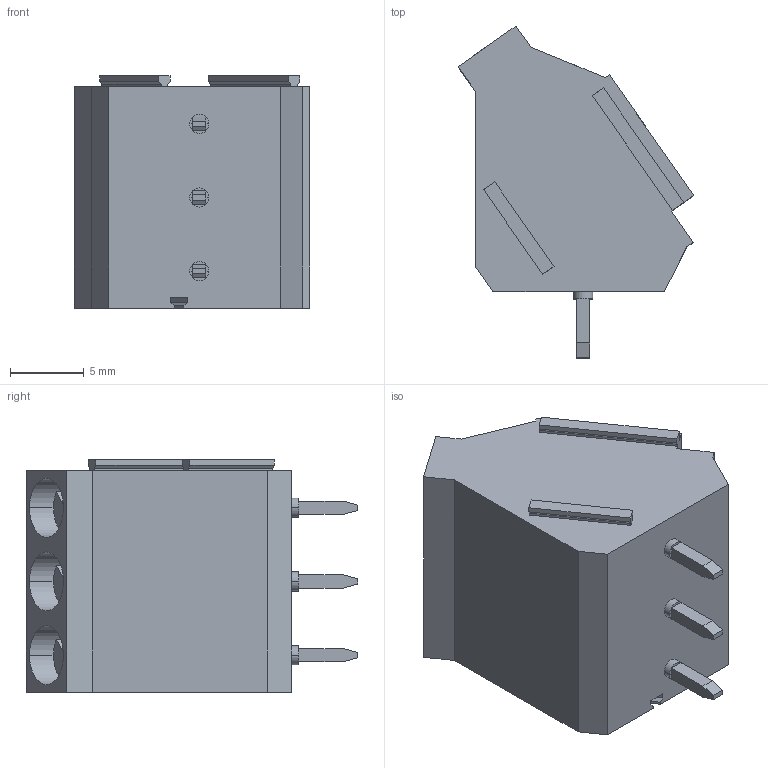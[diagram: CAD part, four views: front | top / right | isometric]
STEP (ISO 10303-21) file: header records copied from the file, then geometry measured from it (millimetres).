
FILE_DESCRIPTION(('SolidDesigner STEP Export'),'1');
FILE_NAME('smkds_3-3.stp','2000-06-20T10:16:42',(''),(''), 'SolidDesigner STEP processor Version: 7.0(Mar 1999)for AP214(CD)(Solid Model)', 'CoCreate SolidDesigner: 07.50 21-Dec-99(C) CoCreate Software GmbH','');
FILE_SCHEMA(('AUTOMOTIVE_DESIGN_CC2 {1 2 10303 214 -1 1 5 1}'));
Length unit declared in the file: millimetre
Products named in the file (2): smkds_3-3
Assembly tree (1 placements, depth 2):
  smkds_3-3
    smkds_3-3
Bounding box: 16 x 22.5 x 15.74 mm (x, y, z)
Volume: 2793.4 mm3; surface area: 1680.2 mm2
Topology: 1 solids, 1 shells, 174 faces, 450 edges, 298 vertices
Faces by surface type: plane 134, cylinder 40
Entity records: 6472 total; most frequent: ORIENTED_EDGE 900, CARTESIAN_POINT 873, DIRECTION 804, EDGE_CURVE 450, VECTOR 346, LINE 346, VERTEX_POINT 298, AXIS2_PLACEMENT_3D 229
